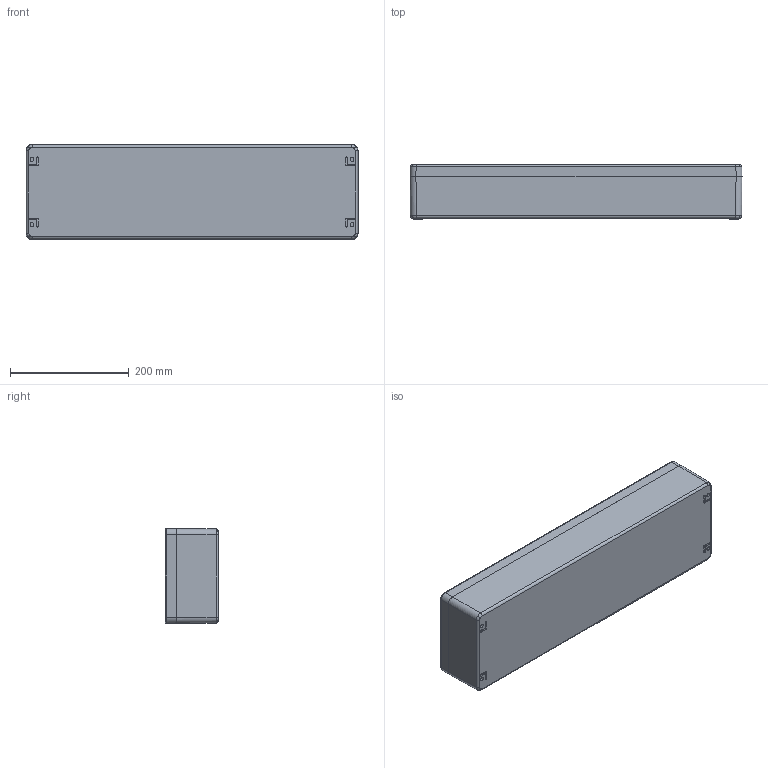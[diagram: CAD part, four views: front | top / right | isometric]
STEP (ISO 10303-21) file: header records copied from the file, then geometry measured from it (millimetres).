
FILE_DESCRIPTION(/* description */ (''),/* implementation_level */ '2;1');
FILE_NAME(/* name */ '17561609000-RST.stp',/* time_stamp */ '2021-09-08T12:56:07+02:00',/* author */ ('sl'),/* organization */ (''),/* preprocessor_version */ 'ST-DEVELOPER v16.5',/* originating_system */ 'Autodesk Inventor 2017',/* authorisation */ '');
FILE_SCHEMA (('AUTOMOTIVE_DESIGN { 1 0 10303 214 3 1 1 }'));
Length unit declared in the file: millimetre
Products named in the file (9): Ex-Polyester-Gehäuse-16-BG-0001-17_561609_000; Deckel-Ex-Polyester-Gehäuse-16-BG-0003-17_561609_0
00; Deckel-Ex-Polyester-Gehäuse-16-BT-0001-17_561609_0
00; Dichtlippe-Ex-Polyester-Gehäuse-16-BT-0002-17_561609_000; UT-Ex-Polyester-Gehäuse-16-BG-0002-17_561609_000; 86222; 23049-Ex Unterteil; 86224; SchraubeM6x30-10
Assembly tree (23 placements, depth 3):
  Ex-Polyester-Gehäuse-16-BG-0001-17_561609_000
    Deckel-Ex-Polyester-Gehäuse-16-BG-0003-17_561609_0
00
      Deckel-Ex-Polyester-Gehäuse-16-BT-0001-17_561609_0
00
      Dichtlippe-Ex-Polyester-Gehäuse-16-BT-0002-17_561609_000
    UT-Ex-Polyester-Gehäuse-16-BG-0002-17_561609_000
      86224  x6
      86222  x6
      23049-Ex Unterteil
    SchraubeM6x30-10  x6
Bounding box: 560 x 91 x 160 mm (x, y, z)
Volume: 1834200.5 mm3; surface area: 650354.6 mm2
Topology: 21 solids, 21 shells, 1335 faces, 3154 edges, 1930 vertices
Faces by surface type: plane 467, cylinder 324, bspline 184, cone 182, torus 174, sphere 4
Full cylindrical faces by diameter (mm): 5 x24, 5.02 x12, 5.3 x6, 6 x6, 7.4 x12, 8 x6
Entity records: 31484 total; most frequent: CARTESIAN_POINT 10721, DIRECTION 4574, ORIENTED_EDGE 4152, EDGE_CURVE 2076, AXIS2_PLACEMENT_3D 1921, VERTEX_POINT 1272, EDGE_LOOP 1056, CIRCLE 956
